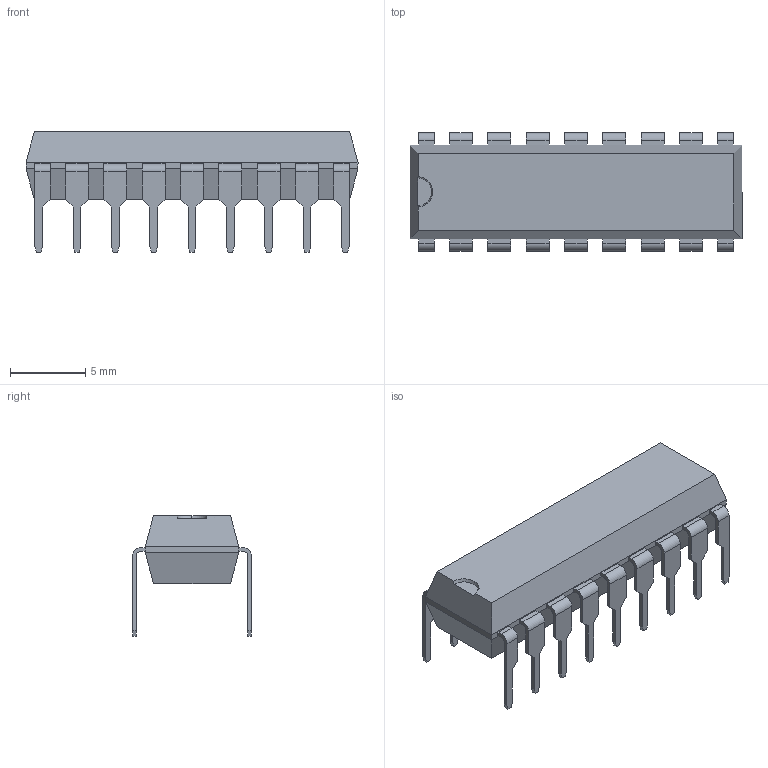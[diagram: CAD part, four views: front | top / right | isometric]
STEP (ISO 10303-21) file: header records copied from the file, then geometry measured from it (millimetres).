
FILE_DESCRIPTION (( 'STEP AP214' ), '1' );
FILE_NAME ('User Library-DIP-18P-M02.STEP', '2021-01-27T21:05:50', ( '' ), ( '' ), 'SwSTEP 2.0', 'SolidWorks 2020', '' );
FILE_SCHEMA (( 'AUTOMOTIVE_DESIGN' ));
Length unit declared in the file: millimetre
Products named in the file (1): User Library-DIP-18P-M02
Bounding box: 22 x 7.87 x 8 mm (x, y, z)
Volume: 577.9 mm3; surface area: 730.2 mm2
Topology: 1 solids, 1 shells, 279 faces, 769 edges, 510 vertices
Faces by surface type: plane 241, cylinder 36, cone 2
Entity records: 8984 total; most frequent: CARTESIAN_POINT 1571, ORIENTED_EDGE 1538, DIRECTION 1403, EDGE_CURVE 769, VECTOR 691, LINE 691, VERTEX_POINT 510, AXIS2_PLACEMENT_3D 356
